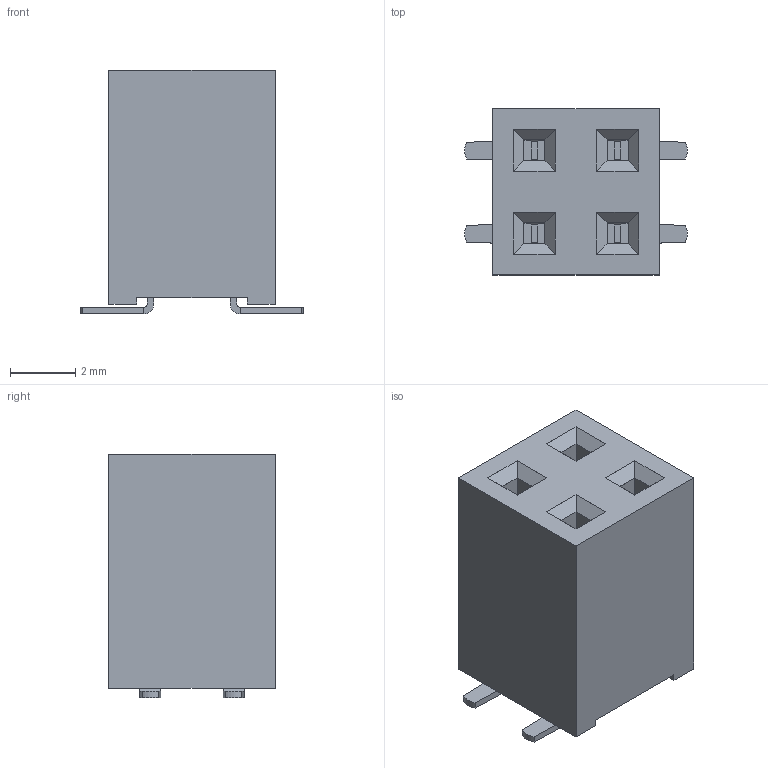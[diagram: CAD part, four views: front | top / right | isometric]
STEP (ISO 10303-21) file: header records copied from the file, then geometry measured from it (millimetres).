
FILE_DESCRIPTION(/* description */ ('model of PinSocket_2x02_P2.54mm_Vertical_SMD'),/* implementation_level */ '2;1');
FILE_NAME(/* name */ 'PinSocket_2x02_P2.54mm_Vertical_SMD.step',/* author */ ('KiCAD','kicad'),/* organization */ ('OCCT'),/* preprocessor_version */ '',/* originating_system */ 'KiCAD',/* authorisation */ '');
FILE_SCHEMA(('AUTOMOTIVE_DESIGN { 1 0 10303 214 1 1 1 1 }'));
Length unit declared in the file: millimetre
Products named in the file (1): PinSocket_2x02_P2.54mm_Vertical_SMD
Bounding box: 6.8 x 5.08 x 7.45 mm (x, y, z)
Volume: 172 mm3; surface area: 280.1 mm2
Topology: 1 solids, 1 shells, 150 faces, 376 edges, 240 vertices
Faces by surface type: plane 138, cylinder 12
Entity records: 5875 total; most frequent: CARTESIAN_POINT 767, ORIENTED_EDGE 752, DIRECTION 702, EDGE_CURVE 376, LINE 352, VECTOR 352, VERTEX_POINT 240, AXIS2_PLACEMENT_3D 175
